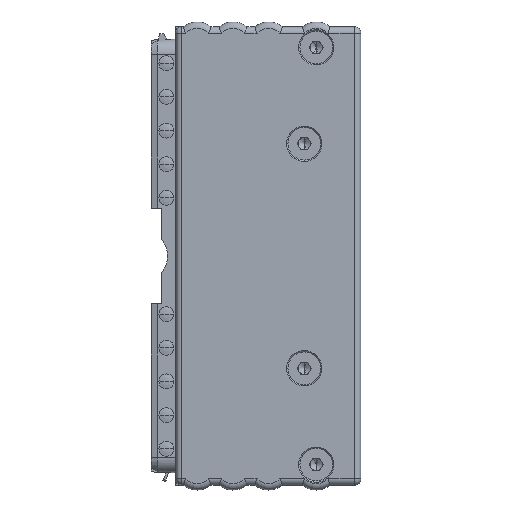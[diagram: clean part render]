
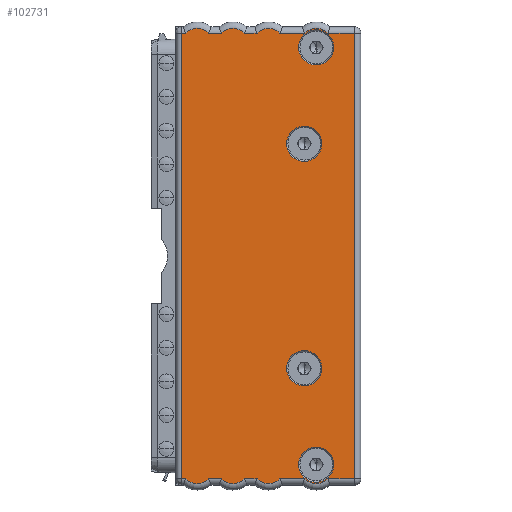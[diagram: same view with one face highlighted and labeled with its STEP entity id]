
A CAD part, front view. The second image highlights one B-rep face of the part: STEP entity #102731.
In plain terms, the highlighted planar face has unit normal (0, -1, 0).
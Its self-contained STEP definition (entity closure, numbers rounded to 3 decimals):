
#1=DIRECTION('',(0.,0.,-1.));
#2=VECTOR('',#1,72.8);
#3=CARTESIAN_POINT('',(-29.36,0.,36.4));
#4=LINE('',#3,#2);
#5=CARTESIAN_POINT('',(-9.26,0.,18.35));
#6=DIRECTION('',(0.,-1.,0.));
#7=DIRECTION('',(0.,0.,-1.));
#8=AXIS2_PLACEMENT_3D('',#5,#6,#7);
#10=CARTESIAN_POINT('',(-9.26,0.,18.35));
#11=DIRECTION('',(0.,-1.,0.));
#12=DIRECTION('',(0.,0.,1.));
#13=AXIS2_PLACEMENT_3D('',#10,#11,#12);
#15=CARTESIAN_POINT('',(-9.26,0.,-18.35));
#16=DIRECTION('',(0.,-1.,0.));
#17=DIRECTION('',(0.,0.,-1.));
#18=AXIS2_PLACEMENT_3D('',#15,#16,#17);
#20=CARTESIAN_POINT('',(-9.26,0.,-18.35));
#21=DIRECTION('',(0.,-1.,0.));
#22=DIRECTION('',(0.,0.,1.));
#23=AXIS2_PLACEMENT_3D('',#20,#21,#22);
#25=CARTESIAN_POINT('',(-7.3,0.,34.1));
#26=DIRECTION('',(0.,-1.,0.));
#27=DIRECTION('',(0.,0.,-1.));
#28=AXIS2_PLACEMENT_3D('',#25,#26,#27);
#30=CARTESIAN_POINT('',(-7.3,0.,34.1));
#31=DIRECTION('',(0.,-1.,0.));
#32=DIRECTION('',(0.,0.,1.));
#33=AXIS2_PLACEMENT_3D('',#30,#31,#32);
#35=CARTESIAN_POINT('',(-7.3,0.,-34.1));
#36=DIRECTION('',(0.,-1.,0.));
#37=DIRECTION('',(0.,0.,-1.));
#38=AXIS2_PLACEMENT_3D('',#35,#36,#37);
#40=CARTESIAN_POINT('',(-7.3,0.,-34.1));
#41=DIRECTION('',(0.,-1.,0.));
#42=DIRECTION('',(0.,0.,1.));
#43=AXIS2_PLACEMENT_3D('',#40,#41,#42);
#282=DIRECTION('',(1.,0.,0.));
#283=VECTOR('',#282,0.735);
#284=CARTESIAN_POINT('',(-29.36,0.,-36.4));
#285=LINE('',#284,#283);
#290=CARTESIAN_POINT('',(-26.77,0.,-34.65));
#291=DIRECTION('',(0.,-1.,0.));
#292=DIRECTION('',(-0.727,0.,-0.686));
#293=AXIS2_PLACEMENT_3D('',#290,#291,#292);
#535=DIRECTION('',(1.,0.,0.));
#536=VECTOR('',#535,2.131);
#537=CARTESIAN_POINT('',(-24.915,0.,-36.4));
#538=LINE('',#537,#536);
#778=CARTESIAN_POINT('',(-20.93,0.,-34.65));
#779=DIRECTION('',(0.,-1.,0.));
#780=DIRECTION('',(-0.727,0.,-0.686));
#781=AXIS2_PLACEMENT_3D('',#778,#779,#780);
#1023=DIRECTION('',(1.,0.,0.));
#1024=VECTOR('',#1023,2.121);
#1025=CARTESIAN_POINT('',(-19.075,0.,-36.4));
#1026=LINE('',#1025,#1024);
#1266=CARTESIAN_POINT('',(-15.1,0.,-34.65));
#1267=DIRECTION('',(0.,-1.,0.));
#1268=DIRECTION('',(-0.727,0.,-0.686));
#1269=AXIS2_PLACEMENT_3D('',#1266,#1267,#1268);
#1511=DIRECTION('',(1.,0.,0.));
#1512=VECTOR('',#1511,4.091);
#1513=CARTESIAN_POINT('',(-13.245,0.,-36.4));
#1514=LINE('',#1513,#1512);
#1994=CARTESIAN_POINT('',(-7.3,0.,-34.65));
#1995=DIRECTION('',(0.,-1.,0.));
#1996=DIRECTION('',(-0.727,0.,-0.686));
#1997=AXIS2_PLACEMENT_3D('',#1994,#1995,#1996);
#1999=DIRECTION('',(1.,0.,0.));
#2000=VECTOR('',#1999,4.395);
#2001=CARTESIAN_POINT('',(-5.445,0.,-36.4));
#2002=LINE('',#2001,#2000);
#3143=DIRECTION('',(0.,0.,1.));
#3144=VECTOR('',#3143,72.8);
#3145=CARTESIAN_POINT('',(-1.05,0.,-36.4));
#3146=LINE('',#3145,#3144);
#52668=CARTESIAN_POINT('',(-26.77,0.,34.65));
#52669=DIRECTION('',(0.,-1.,0.));
#52670=DIRECTION('',(0.727,0.,0.686));
#52671=AXIS2_PLACEMENT_3D('',#52668,#52669,#52670);
#53157=DIRECTION('',(-1.,0.,0.));
#53158=VECTOR('',#53157,0.735);
#53159=CARTESIAN_POINT('',(-28.625,0.,36.4));
#53160=LINE('',#53159,#53158);
#53388=DIRECTION('',(-1.,0.,0.));
#53389=VECTOR('',#53388,2.131);
#53390=CARTESIAN_POINT('',(-22.785,0.,36.4));
#53391=LINE('',#53390,#53389);
#53639=CARTESIAN_POINT('',(-20.93,0.,34.65));
#53640=DIRECTION('',(0.,-1.,0.));
#53641=DIRECTION('',(0.727,0.,0.686));
#53642=AXIS2_PLACEMENT_3D('',#53639,#53640,#53641);
#53884=DIRECTION('',(-1.,0.,0.));
#53885=VECTOR('',#53884,2.121);
#53886=CARTESIAN_POINT('',(-16.955,0.,36.4));
#53887=LINE('',#53886,#53885);
#54135=CARTESIAN_POINT('',(-15.1,0.,34.65));
#54136=DIRECTION('',(0.,-1.,0.));
#54137=DIRECTION('',(0.727,0.,0.686));
#54138=AXIS2_PLACEMENT_3D('',#54135,#54136,#54137);
#54380=DIRECTION('',(-1.,0.,0.));
#54381=VECTOR('',#54380,4.091);
#54382=CARTESIAN_POINT('',(-9.155,0.,36.4));
#54383=LINE('',#54382,#54381);
#54636=CARTESIAN_POINT('',(-5.445,0.,36.4));
#54871=CARTESIAN_POINT('',(-7.3,0.,34.65));
#54872=DIRECTION('',(0.,-1.,0.));
#54873=DIRECTION('',(0.727,0.,0.686));
#54874=AXIS2_PLACEMENT_3D('',#54871,#54872,#54873);
#55113=DIRECTION('',(-1.,0.,0.));
#55114=VECTOR('',#55113,4.395);
#55115=CARTESIAN_POINT('',(-1.05,0.,36.4));
#55116=LINE('',#55115,#55114);
#97619=CARTESIAN_POINT('',(-9.26,0.,15.475));
#97620=CARTESIAN_POINT('',(-9.26,0.,21.225));
#97621=VERTEX_POINT('',#97619);
#97622=VERTEX_POINT('',#97620);
#97631=CARTESIAN_POINT('',(-9.26,0.,-21.225));
#97632=CARTESIAN_POINT('',(-9.26,0.,-15.475));
#97633=VERTEX_POINT('',#97631);
#97634=VERTEX_POINT('',#97632);
#97702=CARTESIAN_POINT('',(-24.915,0.,36.4));
#97703=CARTESIAN_POINT('',(-28.625,0.,36.4));
#97704=VERTEX_POINT('',#97702);
#97705=VERTEX_POINT('',#97703);
#97710=CARTESIAN_POINT('',(-22.785,0.,36.4));
#97711=VERTEX_POINT('',#97710);
#97714=CARTESIAN_POINT('',(-19.075,0.,36.4));
#97715=VERTEX_POINT('',#97714);
#97718=CARTESIAN_POINT('',(-16.955,0.,36.4));
#97719=VERTEX_POINT('',#97718);
#97722=CARTESIAN_POINT('',(-13.245,0.,36.4));
#97723=VERTEX_POINT('',#97722);
#97726=CARTESIAN_POINT('',(-9.155,0.,36.4));
#97727=VERTEX_POINT('',#97726);
#97742=CARTESIAN_POINT('',(-5.445,0.,-36.4));
#97743=CARTESIAN_POINT('',(-1.05,0.,-36.4));
#97744=VERTEX_POINT('',#97742);
#97745=VERTEX_POINT('',#97743);
#97750=CARTESIAN_POINT('',(-16.955,0.,-36.4));
#97751=CARTESIAN_POINT('',(-13.245,0.,-36.4));
#97752=VERTEX_POINT('',#97750);
#97753=VERTEX_POINT('',#97751);
#97758=CARTESIAN_POINT('',(-9.155,0.,-36.4));
#97759=VERTEX_POINT('',#97758);
#97762=CARTESIAN_POINT('',(-22.785,0.,-36.4));
#97763=CARTESIAN_POINT('',(-19.075,0.,-36.4));
#97764=VERTEX_POINT('',#97762);
#97765=VERTEX_POINT('',#97763);
#97770=CARTESIAN_POINT('',(-28.625,0.,-36.4));
#97771=CARTESIAN_POINT('',(-24.915,0.,-36.4));
#97772=VERTEX_POINT('',#97770);
#97773=VERTEX_POINT('',#97771);
#97780=VERTEX_POINT('',#54636);
#97836=CARTESIAN_POINT('',(-1.05,0.,36.4));
#97837=VERTEX_POINT('',#97836);
#98027=CARTESIAN_POINT('',(-29.36,0.,36.4));
#98028=CARTESIAN_POINT('',(-29.36,0.,-36.4));
#98029=VERTEX_POINT('',#98027);
#98030=VERTEX_POINT('',#98028);
#98393=CARTESIAN_POINT('',(-7.3,0.,31.225));
#98394=CARTESIAN_POINT('',(-7.3,0.,36.975));
#98395=VERTEX_POINT('',#98393);
#98396=VERTEX_POINT('',#98394);
#98417=CARTESIAN_POINT('',(-7.3,0.,-36.975));
#98418=CARTESIAN_POINT('',(-7.3,0.,-31.225));
#98419=VERTEX_POINT('',#98417);
#98420=VERTEX_POINT('',#98418);
#102660=CARTESIAN_POINT('',(0.,0.,0.));
#102661=DIRECTION('',(0.,1.,0.));
#102662=DIRECTION('',(-1.,0.,0.));
#102663=AXIS2_PLACEMENT_3D('',#102660,#102661,#102662);
#102664=PLANE('',#102663);
#102666=ORIENTED_EDGE('',*,*,#102665,.F.);
#102668=ORIENTED_EDGE('',*,*,#102667,.F.);
#102670=ORIENTED_EDGE('',*,*,#102669,.F.);
#102672=ORIENTED_EDGE('',*,*,#102671,.F.);
#102674=ORIENTED_EDGE('',*,*,#102673,.F.);
#102676=ORIENTED_EDGE('',*,*,#102675,.F.);
#102678=ORIENTED_EDGE('',*,*,#102677,.F.);
#102680=ORIENTED_EDGE('',*,*,#102679,.F.);
#102682=ORIENTED_EDGE('',*,*,#102681,.F.);
#102684=ORIENTED_EDGE('',*,*,#102683,.F.);
#102686=ORIENTED_EDGE('',*,*,#102685,.F.);
#102688=ORIENTED_EDGE('',*,*,#102687,.F.);
#102690=ORIENTED_EDGE('',*,*,#102689,.F.);
#102692=ORIENTED_EDGE('',*,*,#102691,.F.);
#102694=ORIENTED_EDGE('',*,*,#102693,.F.);
#102696=ORIENTED_EDGE('',*,*,#102695,.F.);
#102698=ORIENTED_EDGE('',*,*,#102697,.F.);
#102700=ORIENTED_EDGE('',*,*,#102699,.F.);
#102702=ORIENTED_EDGE('',*,*,#102701,.F.);
#102704=ORIENTED_EDGE('',*,*,#102703,.F.);
#102705=EDGE_LOOP('',(#102666,#102668,#102670,#102672,#102674,#102676,#102678,
#102680,#102682,#102684,#102686,#102688,#102690,#102692,#102694,#102696,#102698,
#102700,#102702,#102704));
#102706=FACE_OUTER_BOUND('',#102705,.F.);
#102708=ORIENTED_EDGE('',*,*,#102707,.T.);
#102710=ORIENTED_EDGE('',*,*,#102709,.T.);
#102711=EDGE_LOOP('',(#102708,#102710));
#102712=FACE_BOUND('',#102711,.F.);
#102714=ORIENTED_EDGE('',*,*,#102713,.T.);
#102716=ORIENTED_EDGE('',*,*,#102715,.T.);
#102717=EDGE_LOOP('',(#102714,#102716));
#102718=FACE_BOUND('',#102717,.F.);
#102720=ORIENTED_EDGE('',*,*,#102719,.T.);
#102722=ORIENTED_EDGE('',*,*,#102721,.T.);
#102723=EDGE_LOOP('',(#102720,#102722));
#102724=FACE_BOUND('',#102723,.F.);
#102726=ORIENTED_EDGE('',*,*,#102725,.T.);
#102728=ORIENTED_EDGE('',*,*,#102727,.T.);
#102729=EDGE_LOOP('',(#102726,#102728));
#102730=FACE_BOUND('',#102729,.F.);
#102731=ADVANCED_FACE('',(#102706,#102712,#102718,#102724,#102730),#102664,.F.);
#9=CIRCLE('',#8,2.875);
#14=CIRCLE('',#13,2.875);
#19=CIRCLE('',#18,2.875);
#24=CIRCLE('',#23,2.875);
#29=CIRCLE('',#28,2.875);
#34=CIRCLE('',#33,2.875);
#39=CIRCLE('',#38,2.875);
#44=CIRCLE('',#43,2.875);
#294=CIRCLE('',#293,2.55);
#782=CIRCLE('',#781,2.55);
#1270=CIRCLE('',#1269,2.55);
#1998=CIRCLE('',#1997,2.55);
#52672=CIRCLE('',#52671,2.55);
#53643=CIRCLE('',#53642,2.55);
#54139=CIRCLE('',#54138,2.55);
#54875=CIRCLE('',#54874,2.55);
#102665=EDGE_CURVE('',#98029,#98030,#4,.T.);
#102667=EDGE_CURVE('',#97705,#98029,#53160,.T.);
#102669=EDGE_CURVE('',#97704,#97705,#52672,.T.);
#102671=EDGE_CURVE('',#97711,#97704,#53391,.T.);
#102673=EDGE_CURVE('',#97715,#97711,#53643,.T.);
#102675=EDGE_CURVE('',#97719,#97715,#53887,.T.);
#102677=EDGE_CURVE('',#97723,#97719,#54139,.T.);
#102679=EDGE_CURVE('',#97727,#97723,#54383,.T.);
#102681=EDGE_CURVE('',#97780,#97727,#54875,.T.);
#102683=EDGE_CURVE('',#97837,#97780,#55116,.T.);
#102685=EDGE_CURVE('',#97745,#97837,#3146,.T.);
#102687=EDGE_CURVE('',#97744,#97745,#2002,.T.);
#102689=EDGE_CURVE('',#97759,#97744,#1998,.T.);
#102691=EDGE_CURVE('',#97753,#97759,#1514,.T.);
#102693=EDGE_CURVE('',#97752,#97753,#1270,.T.);
#102695=EDGE_CURVE('',#97765,#97752,#1026,.T.);
#102697=EDGE_CURVE('',#97764,#97765,#782,.T.);
#102699=EDGE_CURVE('',#97773,#97764,#538,.T.);
#102701=EDGE_CURVE('',#97772,#97773,#294,.T.);
#102703=EDGE_CURVE('',#98030,#97772,#285,.T.);
#102707=EDGE_CURVE('',#97621,#97622,#9,.T.);
#102709=EDGE_CURVE('',#97622,#97621,#14,.T.);
#102713=EDGE_CURVE('',#97633,#97634,#19,.T.);
#102715=EDGE_CURVE('',#97634,#97633,#24,.T.);
#102719=EDGE_CURVE('',#98395,#98396,#29,.T.);
#102721=EDGE_CURVE('',#98396,#98395,#34,.T.);
#102725=EDGE_CURVE('',#98419,#98420,#39,.T.);
#102727=EDGE_CURVE('',#98420,#98419,#44,.T.);
